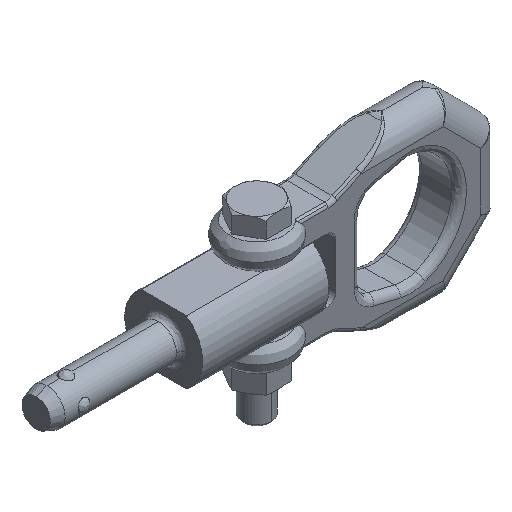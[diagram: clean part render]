
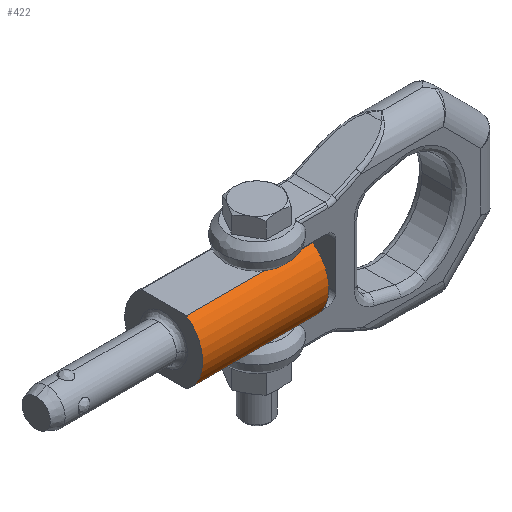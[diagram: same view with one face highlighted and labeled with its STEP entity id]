
A CAD part, isometric view. The second image highlights one B-rep face of the part: STEP entity #422.
In plain terms, the highlighted cylindrical face has radius 10.75 mm (diameter 21.5 mm), a partial arc.
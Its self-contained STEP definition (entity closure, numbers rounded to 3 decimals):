
#422=ADVANCED_FACE('',(#883),#884,.T.);
#883=FACE_OUTER_BOUND('',#2956,.T.);
#884=CYLINDRICAL_SURFACE('',#2957,10.75);
#2956=EDGE_LOOP('',(#4143,#4144,#4145,#4146));
#2957=AXIS2_PLACEMENT_3D('',#4147,#4148,#4149);
#4143=ORIENTED_EDGE('',*,*,#4866,.T.);
#4144=ORIENTED_EDGE('',*,*,#4720,.T.);
#4145=ORIENTED_EDGE('',*,*,#4994,.T.);
#4146=ORIENTED_EDGE('',*,*,#4995,.T.);
#4147=CARTESIAN_POINT('',(17.425,0.,0.));
#4148=DIRECTION('',(1.0,0.0,0.0));
#4149=DIRECTION('',(0.0,0.0,-1.0));
#4720=EDGE_CURVE('',#5401,#5406,#5408,.T.);
#4866=EDGE_CURVE('',#5607,#5401,#5612,.T.);
#4994=EDGE_CURVE('',#5406,#5773,#5774,.T.);
#4995=EDGE_CURVE('',#5773,#5607,#5775,.T.);
#5401=VERTEX_POINT('',#7029);
#5406=VERTEX_POINT('',#7035);
#5408=CIRCLE('',#7038,10.75);
#5607=VERTEX_POINT('',#7503);
#5612=LINE('',#7511,#7512);
#5773=VERTEX_POINT('',#8196);
#5774=LINE('',#8197,#8198);
#5775=CIRCLE('',#8199,10.75);
#7029=CARTESIAN_POINT('',(34.85,-6.245,-8.75));
#7035=CARTESIAN_POINT('',(34.85,-6.245,8.75));
#7038=AXIS2_PLACEMENT_3D('',#8691,#8692,#8693);
#7503=CARTESIAN_POINT('',(0.,-6.245,-8.75));
#7511=CARTESIAN_POINT('',(17.425,-6.245,-8.75));
#7512=VECTOR('',#8870,1000.0);
#8196=CARTESIAN_POINT('',(0.,-6.245,8.75));
#8197=CARTESIAN_POINT('',(17.425,-6.245,8.75));
#8198=VECTOR('',#8982,1000.0);
#8199=AXIS2_PLACEMENT_3D('',#8983,#8984,#8985);
#8691=CARTESIAN_POINT('',(34.85,0.,0.));
#8692=DIRECTION('',(-1.0,0.0,0.0));
#8693=DIRECTION('',(0.0,0.0,-1.0));
#8870=DIRECTION('',(1.0,0.0,0.0));
#8982=DIRECTION('',(-1.0,0.0,0.0));
#8983=CARTESIAN_POINT('',(0.,0.,0.));
#8984=DIRECTION('',(1.0,0.0,0.0));
#8985=DIRECTION('',(0.0,0.0,-1.0));
